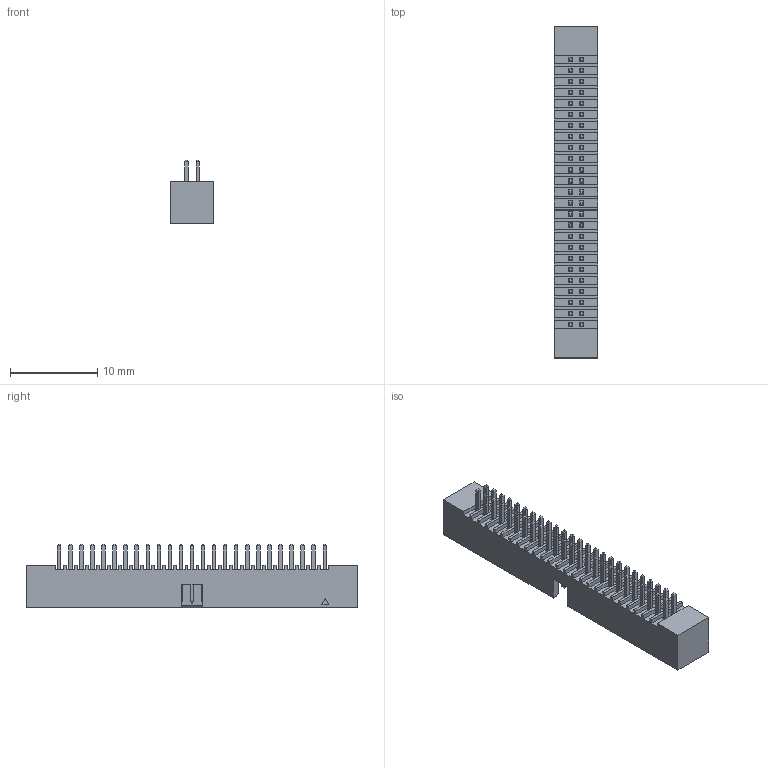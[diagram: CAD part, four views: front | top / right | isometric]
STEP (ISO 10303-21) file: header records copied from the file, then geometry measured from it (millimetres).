
FILE_DESCRIPTION((''),'2;1');
FILE_NAME('2195S-50X_ASM','2020-12-10T09:55:33',('Acer'),(''),'CREO PARAMETRIC BY PTC INC, 2018100','CREO PARAMETRIC BY PTC INC, 2018100','');
FILE_SCHEMA(('CONFIG_CONTROL_DESIGN'));
Length unit declared in the file: millimetre
Products named in the file (3): 801-2195-50; 802A-0_4; 2195S-50X_ASM
Assembly tree (51 placements, depth 2):
  2195S-50X_ASM
    801-2195-50
    802A-0_4  x50
Bounding box: 5.05 x 38.1 x 7.3 mm (x, y, z)
Volume: 523.9 mm3; surface area: 1758.9 mm2
Topology: 51 solids, 51 shells, 1223 faces, 2756 edges, 1636 vertices
Faces by surface type: plane 1223
Entity records: 16382 total; most frequent: CARTESIAN_POINT 2827, ORIENTED_EDGE 2768, DIRECTION 2566, VECTOR 1384, LINE 1384, EDGE_CURVE 1384, VERTEX_POINT 852, EDGE_LOOP 638
